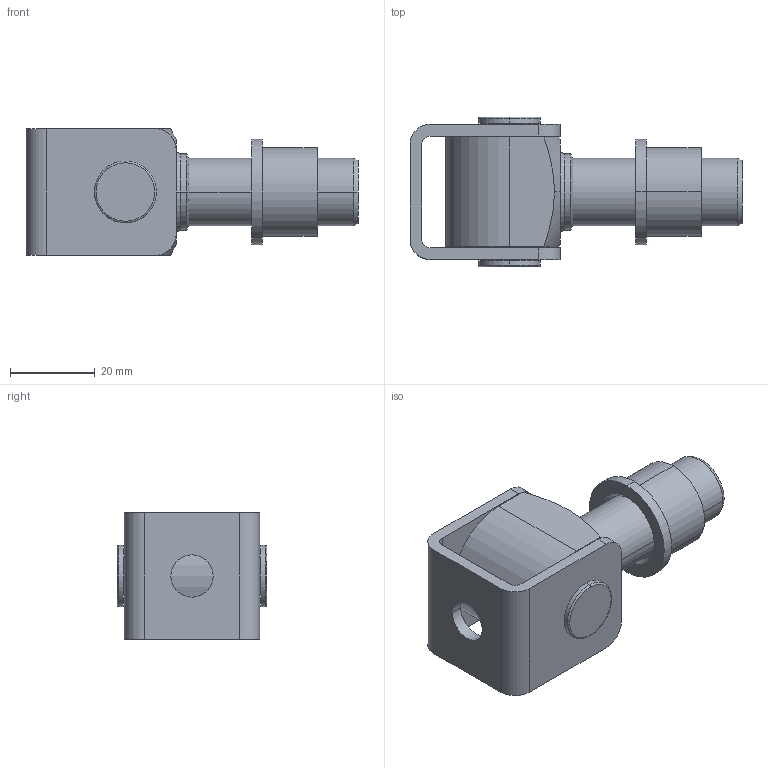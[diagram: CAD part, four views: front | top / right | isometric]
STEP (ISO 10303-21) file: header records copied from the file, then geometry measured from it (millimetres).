
FILE_DESCRIPTION (( 'STEP AP203' ), '1' );
FILE_NAME ('3D_GD5334_M16_188744805.STEP', '2024-10-25T07:36:02', ( '' ), ( '' ), 'SwSTEP 2.0', 'SolidWorks 2023', '' );
FILE_SCHEMA (( 'CONFIG_CONTROL_DESIGN' ));
Length unit declared in the file: millimetre
Products named in the file (1): 3D_GD5334_M16_188744805
Bounding box: 78.5 x 35.4 x 30 mm (x, y, z)
Volume: 37424.3 mm3; surface area: 16718.2 mm2
Topology: 4 solids, 4 shells, 70 faces, 160 edges, 102 vertices
Faces by surface type: cylinder 33, plane 23, cone 10, torus 4
Entity records: 2147 total; most frequent: CARTESIAN_POINT 407, DIRECTION 378, ORIENTED_EDGE 320, EDGE_CURVE 160, AXIS2_PLACEMENT_3D 153, VERTEX_POINT 102, EDGE_LOOP 84, CIRCLE 82
